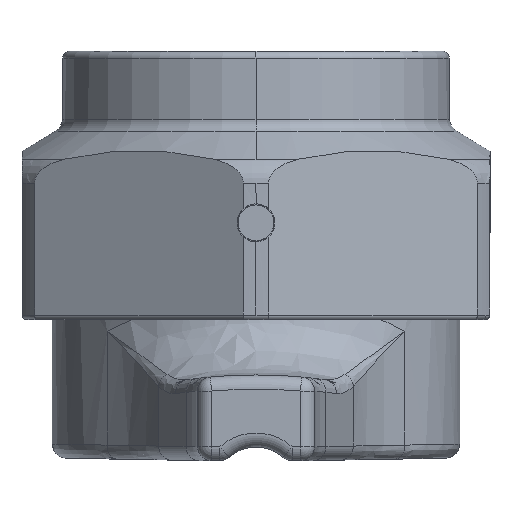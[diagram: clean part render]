
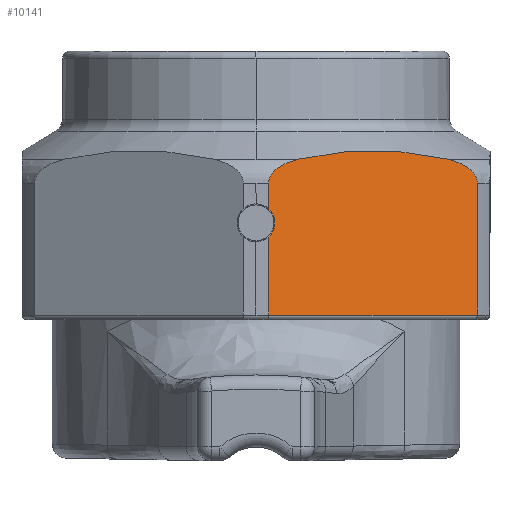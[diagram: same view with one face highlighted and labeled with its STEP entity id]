
A CAD part, front view. The second image highlights one B-rep face of the part: STEP entity #10141.
In plain terms, the highlighted face is planar.
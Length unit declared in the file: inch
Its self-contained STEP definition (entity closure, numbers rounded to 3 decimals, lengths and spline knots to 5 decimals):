
#79 = DIRECTION ( 'NONE',  ( 0.866, 0., -0.5 ) ) ;
#90 = DIRECTION ( 'NONE',  ( 0.5, 0., 0.866 ) ) ;
#248 = PLANE ( 'NONE',  #6064 ) ;
#517 = CARTESIAN_POINT ( 'NONE',  ( 0., 0.675, -0.57735 ) ) ;
#567 = CARTESIAN_POINT ( 'NONE',  ( -0.02683, 0.39212, -0.56186 ) ) ;
#706 = CARTESIAN_POINT ( 'NONE',  ( -0.02683, 0.39624, -0.56186 ) ) ;
#1008 = VERTEX_POINT ( 'NONE', #8778 ) ;
#1018 = CARTESIAN_POINT ( 'NONE',  ( -0.03953, 0.42022, -0.55453 ) ) ;
#1204 = CARTESIAN_POINT ( 'NONE',  ( -0.04542, 0.42495, -0.55113 ) ) ;
#1518 = CARTESIAN_POINT ( 'NONE',  ( -0.05784, 0.43268, -0.54396 ) ) ;
#1958 = CARTESIAN_POINT ( 'NONE',  ( -0.06437, 0.43566, -0.54018 ) ) ;
#1974 = ORIENTED_EDGE ( 'NONE', *, *, #4073, .T. ) ;
#2049 = ORIENTED_EDGE ( 'NONE', *, *, #21637, .T. ) ;
#2066 = CARTESIAN_POINT ( 'NONE',  ( -0.0405, 0.31979, -0.55397 ) ) ;
#2070 = ORIENTED_EDGE ( 'NONE', *, *, #4278, .T. ) ;
#2125 = CARTESIAN_POINT ( 'NONE',  ( -0.07767, 0.44057, -0.53251 ) ) ;
#2151 = CARTESIAN_POINT ( 'NONE',  ( -0.08447, 0.4425, -0.52858 ) ) ;
#2207 = CARTESIAN_POINT ( 'NONE',  ( -0.09136, 0.44408, -0.5246 ) ) ;
#2218 = LINE ( 'NONE', #20503, #2460 ) ;
#2279 = VECTOR ( 'NONE', #3104, 39.37008 ) ;
#2328 = ORIENTED_EDGE ( 'NONE', *, *, #20259, .T. ) ;
#2460 = VECTOR ( 'NONE', #20428, 39.37008 ) ;
#2579 = ORIENTED_EDGE ( 'NONE', *, *, #5387, .T. ) ;
#2743 = EDGE_LOOP ( 'NONE', ( #1974, #2049, #2070, #2328, #2579, #2796, #2940, #2962, #3126 ) ) ;
#2755 = CARTESIAN_POINT ( 'NONE',  ( -0.02683, 0., -0.56186 ) ) ;
#2796 = ORIENTED_EDGE ( 'NONE', *, *, #14525, .T. ) ;
#2940 = ORIENTED_EDGE ( 'NONE', *, *, #14506, .T. ) ;
#2962 = ORIENTED_EDGE ( 'NONE', *, *, #21487, .T. ) ;
#3104 = DIRECTION ( 'NONE',  ( 0., -1., 0. ) ) ;
#3126 = ORIENTED_EDGE ( 'NONE', *, *, #8991, .T. ) ;
#3320 = CARTESIAN_POINT ( 'NONE',  ( -0.09136, 0.44408, -0.5246 ) ) ;
#3421 = LINE ( 'NONE', #2755, #2279 ) ;
#3648 = VERTEX_POINT ( 'NONE', #5923 ) ;
#3682 = CARTESIAN_POINT ( 'NONE',  ( -0.42235, 0.44057, -0.3335 ) ) ;
#3740 = CARTESIAN_POINT ( 'NONE',  ( -0.0405, 0.308, -0.55397 ) ) ;
#3880 = VERTEX_POINT ( 'NONE', #10102 ) ;
#3894 = VECTOR ( 'NONE', #18426, 39.37008 ) ;
#3920 = LINE ( 'NONE', #15400, #3894 ) ;
#4073 = EDGE_CURVE ( 'NONE', #3880, #11270, #3920, .T. ) ;
#4220 = VERTEX_POINT ( 'NONE', #16755 ) ;
#4278 = EDGE_CURVE ( 'NONE', #5220, #5057, #2218, .T. ) ;
#5029 = DIRECTION ( 'NONE',  ( -0.866, 0., 0.5 ) ) ;
#5051 = CARTESIAN_POINT ( 'NONE',  ( 0., 0.111, -0.57735 ) ) ;
#5057 = VERTEX_POINT ( 'NONE', #7039 ) ;
#5220 = VERTEX_POINT ( 'NONE', #21000 ) ;
#5387 = EDGE_CURVE ( 'NONE', #3648, #4220, #7868, .T. ) ;
#5629 =( BOUNDED_CURVE ( )  B_SPLINE_CURVE ( 3, ( #17637, #17685, #17680, #17632 ),
 .UNSPECIFIED., .F., .F. ) 
 B_SPLINE_CURVE_WITH_KNOTS ( ( 4, 4 ),
 ( 0., 0.84667 ),
 .UNSPECIFIED. ) 
 CURVE ( )  GEOMETRIC_REPRESENTATION_ITEM ( )  RATIONAL_B_SPLINE_CURVE ( ( 1., 0.941, 0.941, 1. ) ) 
 REPRESENTATION_ITEM ( '' )  );
#5923 = CARTESIAN_POINT ( 'NONE',  ( -0.40864, 0.44408, -0.34142 ) ) ;
#6064 = AXIS2_PLACEMENT_3D ( 'NONE', #517, #90, #79 ) ;
#6239 = CARTESIAN_POINT ( 'NONE',  ( -0.03256, 0.41115, -0.55855 ) ) ;
#6273 = CARTESIAN_POINT ( 'NONE',  ( -0.02766, 0.4003, -0.56138 ) ) ;
#6308 = CARTESIAN_POINT ( 'NONE',  ( -0.03052, 0.40772, -0.55973 ) ) ;
#7039 = CARTESIAN_POINT ( 'NONE',  ( -0.47317, 0.39212, -0.30417 ) ) ;
#7868 = B_SPLINE_CURVE_WITH_KNOTS ( 'NONE', 3,
 ( #19321, #18380, #18054, #17984, #17801, #17749, #17485, #3320 ),
 .UNSPECIFIED., .F., .F.,
 ( 4, 2, 2, 4 ),
 ( 0., 0.00466, 0.00699, 0.00931 ),
 .UNSPECIFIED. ) ;
#8065 = CARTESIAN_POINT ( 'NONE',  ( -0.44228, 0.43261, -0.322 ) ) ;
#8186 = CARTESIAN_POINT ( 'NONE',  ( -0.41554, 0.4425, -0.33744 ) ) ;
#8203 = CARTESIAN_POINT ( 'NONE',  ( -0.45457, 0.42495, -0.3149 ) ) ;
#8238 = CARTESIAN_POINT ( 'NONE',  ( -0.40864, 0.44408, -0.34142 ) ) ;
#8242 = CARTESIAN_POINT ( 'NONE',  ( -0.43573, 0.43562, -0.32578 ) ) ;
#8280 = CARTESIAN_POINT ( 'NONE',  ( -0.46046, 0.42023, -0.3115 ) ) ;
#8354 = VECTOR ( 'NONE', #5029, 39.37008 ) ;
#8372 = LINE ( 'NONE', #5051, #8354 ) ;
#8439 = CARTESIAN_POINT ( 'NONE',  ( -0.0405, 0.308, -0.55397 ) ) ;
#8463 = CARTESIAN_POINT ( 'NONE',  ( -0.46949, 0.40771, -0.30629 ) ) ;
#8468 = CARTESIAN_POINT ( 'NONE',  ( -0.47236, 0.40026, -0.30464 ) ) ;
#8494 = CARTESIAN_POINT ( 'NONE',  ( -0.02683, 0.33834, -0.56186 ) ) ;
#8541 = CARTESIAN_POINT ( 'NONE',  ( -0.03566, 0.33053, -0.55676 ) ) ;
#8684 = CARTESIAN_POINT ( 'NONE',  ( -0.47317, 0.39212, -0.30417 ) ) ;
#8778 = CARTESIAN_POINT ( 'NONE',  ( -0.02683, 0.39212, -0.56186 ) ) ;
#8836 = CARTESIAN_POINT ( 'NONE',  ( -0.47317, 0.39624, -0.30417 ) ) ;
#8991 = EDGE_CURVE ( 'NONE', #16660, #3880, #5629, .T. ) ;
#9523 =( BOUNDED_CURVE ( )  B_SPLINE_CURVE ( 3, ( #8494, #8541, #2066, #8439 ),
 .UNSPECIFIED., .F., .F. ) 
 B_SPLINE_CURVE_WITH_KNOTS ( ( 4, 4 ),
 ( 5.43651, 6.28319 ),
 .UNSPECIFIED. ) 
 CURVE ( )  GEOMETRIC_REPRESENTATION_ITEM ( )  RATIONAL_B_SPLINE_CURVE ( ( 1., 0.941, 0.941, 1. ) ) 
 REPRESENTATION_ITEM ( '' )  );
#10102 = CARTESIAN_POINT ( 'NONE',  ( -0.02683, 0.27766, -0.56186 ) ) ;
#10141 = ADVANCED_FACE ( 'NONE', ( #13643 ), #248, .F. ) ;
#11270 = VERTEX_POINT ( 'NONE', #15301 ) ;
#13447 = B_SPLINE_CURVE_WITH_KNOTS ( 'NONE', 3,
 ( #8684, #8836, #8468, #8463, #17600, #8280, #8203, #8065, #8242, #3682, #8186, #8238 ),
 .UNSPECIFIED., .F., .F.,
 ( 4, 2, 2, 2, 2, 4 ),
 ( 0., 0.00031, 0.00062, 0.00124, 0.00185, 0.00247 ),
 .UNSPECIFIED. ) ;
#13643 = FACE_OUTER_BOUND ( 'NONE', #2743, .T. ) ;
#14506 = EDGE_CURVE ( 'NONE', #1008, #17007, #3421, .T. ) ;
#14525 = EDGE_CURVE ( 'NONE', #4220, #1008, #19422, .T. ) ;
#15301 = CARTESIAN_POINT ( 'NONE',  ( -0.02683, 0.111, -0.56186 ) ) ;
#15400 = CARTESIAN_POINT ( 'NONE',  ( -0.02683, 0., -0.56186 ) ) ;
#16660 = VERTEX_POINT ( 'NONE', #3740 ) ;
#16755 = CARTESIAN_POINT ( 'NONE',  ( -0.09136, 0.44408, -0.5246 ) ) ;
#17007 = VERTEX_POINT ( 'NONE', #17191 ) ;
#17191 = CARTESIAN_POINT ( 'NONE',  ( -0.02683, 0.33834, -0.56186 ) ) ;
#17485 = CARTESIAN_POINT ( 'NONE',  ( -0.11765, 0.45011, -0.50942 ) ) ;
#17600 = CARTESIAN_POINT ( 'NONE',  ( -0.46745, 0.41113, -0.30747 ) ) ;
#17632 = CARTESIAN_POINT ( 'NONE',  ( -0.02683, 0.27766, -0.56186 ) ) ;
#17637 = CARTESIAN_POINT ( 'NONE',  ( -0.0405, 0.308, -0.55397 ) ) ;
#17680 = CARTESIAN_POINT ( 'NONE',  ( -0.03566, 0.28547, -0.55676 ) ) ;
#17685 = CARTESIAN_POINT ( 'NONE',  ( -0.0405, 0.29621, -0.55397 ) ) ;
#17749 = CARTESIAN_POINT ( 'NONE',  ( -0.14419, 0.45487, -0.4941 ) ) ;
#17801 = CARTESIAN_POINT ( 'NONE',  ( -0.1974, 0.46125, -0.46338 ) ) ;
#17984 = CARTESIAN_POINT ( 'NONE',  ( -0.22394, 0.46287, -0.44806 ) ) ;
#18054 = CARTESIAN_POINT ( 'NONE',  ( -0.3034, 0.46281, -0.40218 ) ) ;
#18380 = CARTESIAN_POINT ( 'NONE',  ( -0.35612, 0.45613, -0.37174 ) ) ;
#18426 = DIRECTION ( 'NONE',  ( 0., -1., 0. ) ) ;
#19321 = CARTESIAN_POINT ( 'NONE',  ( -0.40864, 0.44408, -0.34142 ) ) ;
#19422 = B_SPLINE_CURVE_WITH_KNOTS ( 'NONE', 3,
 ( #2207, #2151, #2125, #1958, #1518, #1204, #1018, #6239, #6308, #6273, #706, #567 ),
 .UNSPECIFIED., .F., .F.,
 ( 4, 2, 2, 2, 2, 4 ),
 ( 0., 0.00062, 0.00123, 0.00184, 0.00215, 0.00246 ),
 .UNSPECIFIED. ) ;
#20259 = EDGE_CURVE ( 'NONE', #5057, #3648, #13447, .T. ) ;
#20428 = DIRECTION ( 'NONE',  ( 0., 1., 0. ) ) ;
#20503 = CARTESIAN_POINT ( 'NONE',  ( -0.47317, 0., -0.30417 ) ) ;
#21000 = CARTESIAN_POINT ( 'NONE',  ( -0.47317, 0.111, -0.30417 ) ) ;
#21487 = EDGE_CURVE ( 'NONE', #17007, #16660, #9523, .T. ) ;
#21637 = EDGE_CURVE ( 'NONE', #11270, #5220, #8372, .T. ) ;
